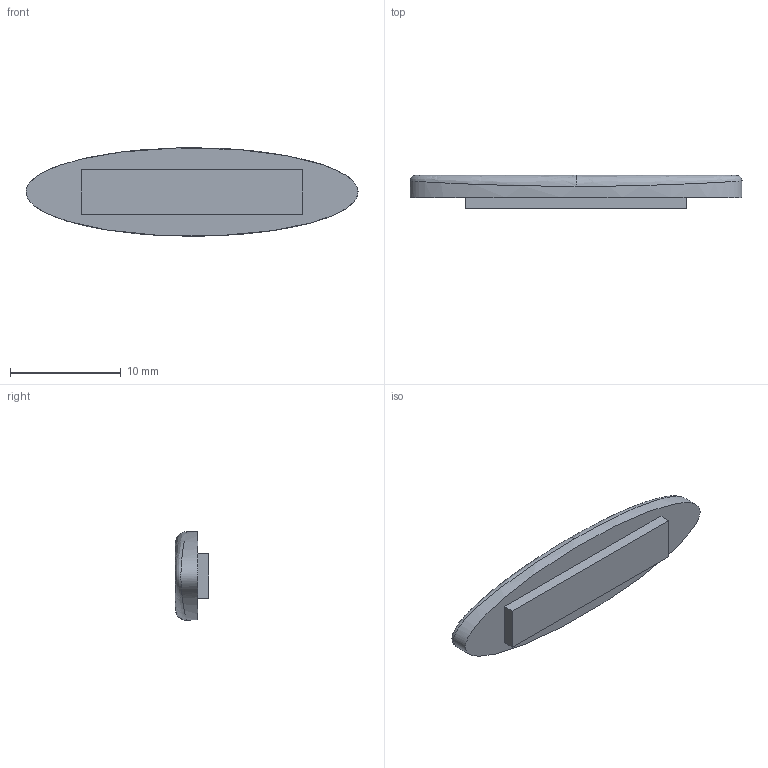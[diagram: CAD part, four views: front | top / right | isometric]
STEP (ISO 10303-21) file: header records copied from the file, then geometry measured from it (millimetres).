
FILE_DESCRIPTION(/* description */ ('Unknown'),/* implementation_level */ '2;1');
FILE_NAME(/* name */ 'marker',/* time_stamp */ '2020-11-02T13:06:23+02:00',/* author */ ('Unknown'),/* organization */ ('Unknown'),/* preprocessor_version */ 'ST-DEVELOPER v16.7',/* originating_system */ 'DEX',/* authorisation */ $);
FILE_SCHEMA (('AUTOMOTIVE_DESIGN {1 0 10303 214 3 1 1}'));
Length unit declared in the file: millimetre
Products named in the file (1): marker
Bounding box: 30 x 3 x 8 mm (x, y, z)
Volume: 449.5 mm3; surface area: 532.2 mm2
Topology: 1 solids, 1 shells, 10 faces, 21 edges, 14 vertices
Faces by surface type: plane 7, bspline 3
Entity records: 597 total; most frequent: CARTESIAN_POINT 382, ORIENTED_EDGE 38, DIRECTION 30, EDGE_CURVE 19, VERTEX_POINT 13, LINE 12, VECTOR 12, EDGE_LOOP 12
